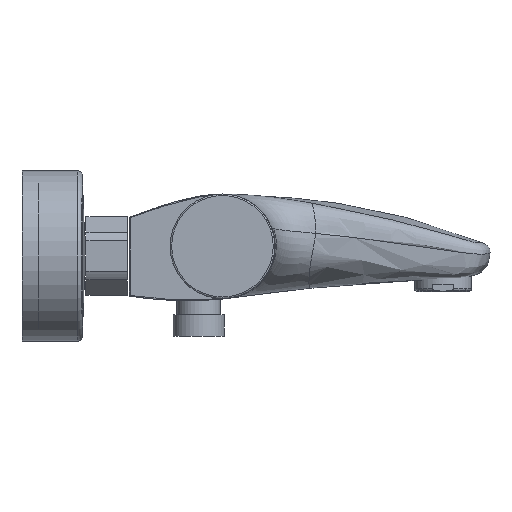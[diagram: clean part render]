
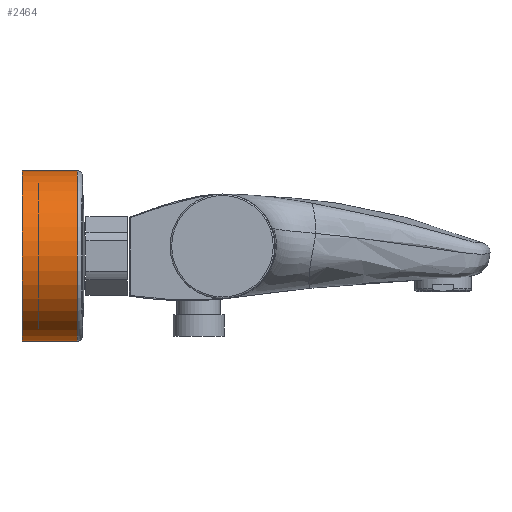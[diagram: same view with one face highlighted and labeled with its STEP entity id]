
A CAD part, front view. The second image highlights one B-rep face of the part: STEP entity #2464.
In plain terms, the highlighted cylindrical face has radius 35 mm (diameter 70 mm), a full revolution.
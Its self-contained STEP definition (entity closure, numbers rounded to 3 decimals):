
#875=ORIENTED_EDGE('',*,*,#1321,.T.);
#876=ORIENTED_EDGE('',*,*,#1322,.F.);
#1321=EDGE_CURVE('',#1577,#1577,#1731,.T.);
#1322=EDGE_CURVE('',#1578,#1578,#1732,.T.);
#1577=VERTEX_POINT('',#16107);
#1578=VERTEX_POINT('',#16109);
#1731=CIRCLE('',#2793,35.);
#1732=CIRCLE('',#2794,35.);
#1909=EDGE_LOOP('',(#875));
#1910=EDGE_LOOP('',(#876));
#2169=FACE_BOUND('',#1909,.T.);
#2170=FACE_BOUND('',#1910,.T.);
#2343=CYLINDRICAL_SURFACE('',#2792,35.);
#2464=ADVANCED_FACE('',(#2169,#2170),#2343,.T.);
#2792=AXIS2_PLACEMENT_3D('',#16105,#3207,#3208);
#2793=AXIS2_PLACEMENT_3D('',#16106,#3209,#3210);
#2794=AXIS2_PLACEMENT_3D('',#16108,#3211,#3212);
#3207=DIRECTION('',(-1.,0.,0.));
#3208=DIRECTION('',(0.,-1.,0.));
#3209=DIRECTION('',(-1.,0.,0.));
#3210=DIRECTION('',(0.,-1.,0.));
#3211=DIRECTION('',(-1.,0.,0.));
#3212=DIRECTION('',(0.,1.,0.));
#16105=CARTESIAN_POINT('',(-56.1,-75.,-4.4));
#16106=CARTESIAN_POINT('',(-59.317,-75.,-4.4));
#16107=CARTESIAN_POINT('',(-59.317,-110.,-4.4));
#16108=CARTESIAN_POINT('',(-82.1,-75.,-4.4));
#16109=CARTESIAN_POINT('',(-82.1,-40.,-4.4));
